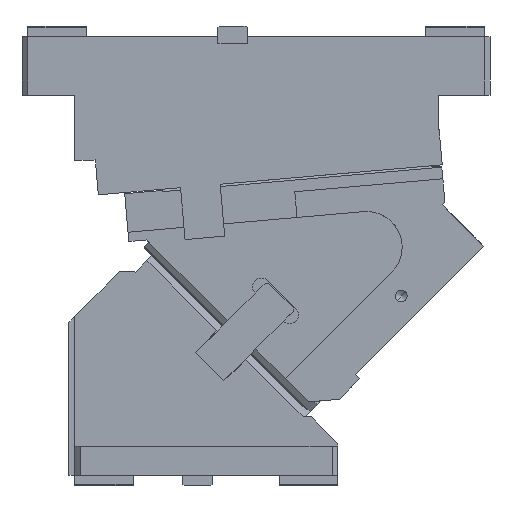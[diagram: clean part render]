
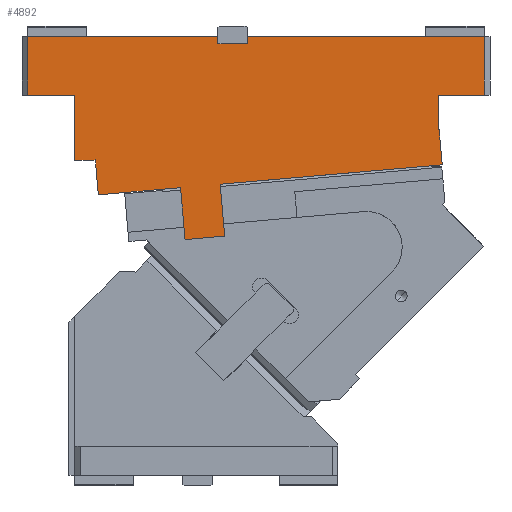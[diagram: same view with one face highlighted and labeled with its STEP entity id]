
A CAD part, front view. The second image highlights one B-rep face of the part: STEP entity #4892.
In plain terms, the highlighted planar face has unit normal (0, -1, 0).
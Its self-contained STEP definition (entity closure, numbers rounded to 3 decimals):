
#451=CARTESIAN_POINT('Vertex',(5.,-150.,0.)) ;
#454=CARTESIAN_POINT('Line Origine',(86.25,-150.,0.)) ;
#458=CARTESIAN_POINT('Vertex',(167.5,-150.,0.)) ;
#769=CARTESIAN_POINT('Vertex',(45.,-150.,-50.)) ;
#772=CARTESIAN_POINT('Line Origine',(25.,-150.,-50.)) ;
#776=CARTESIAN_POINT('Vertex',(5.,-150.,-50.)) ;
#1262=CARTESIAN_POINT('Vertex',(65.252,-150.,-135.248)) ;
#1265=CARTESIAN_POINT('Line Origine',(63.944,-150.,-120.305)) ;
#1269=CARTESIAN_POINT('Vertex',(62.637,-150.,-105.362)) ;
#1577=CARTESIAN_POINT('Vertex',(359.129,-150.,-109.537)) ;
#1584=CARTESIAN_POINT('Vertex',(356.514,-150.,-79.651)) ;
#1587=CARTESIAN_POINT('Line Origine',(357.822,-150.,-94.594)) ;
#1599=CARTESIAN_POINT('Line Origine',(356.257,-150.,-79.674)) ;
#1603=CARTESIAN_POINT('Vertex',(356.,-150.,-79.696)) ;
#1629=CARTESIAN_POINT('Vertex',(356.,-150.,-50.)) ;
#1632=CARTESIAN_POINT('Line Origine',(356.,-150.,-64.848)) ;
#1722=CARTESIAN_POINT('Line Origine',(89.16,-150.,-133.156)) ;
#1726=CARTESIAN_POINT('Vertex',(113.069,-150.,-131.065)) ;
#1781=CARTESIAN_POINT('Line Origine',(264.242,-150.,-117.839)) ;
#1785=CARTESIAN_POINT('Vertex',(169.354,-150.,-126.14)) ;
#1806=CARTESIAN_POINT('Vertex',(135.483,-150.,-129.104)) ;
#1809=CARTESIAN_POINT('Line Origine',(124.276,-150.,-130.084)) ;
#1970=CARTESIAN_POINT('Line Origine',(171.293,-150.,-148.306)) ;
#1974=CARTESIAN_POINT('Vertex',(173.232,-150.,-170.471)) ;
#2017=CARTESIAN_POINT('Line Origine',(156.297,-150.,-171.953)) ;
#2021=CARTESIAN_POINT('Vertex',(139.362,-150.,-173.434)) ;
#2067=CARTESIAN_POINT('Line Origine',(137.423,-150.,-151.269)) ;
#2579=CARTESIAN_POINT('Vertex',(61.063,-150.,-105.5)) ;
#2582=CARTESIAN_POINT('Line Origine',(53.031,-150.,-105.5)) ;
#2586=CARTESIAN_POINT('Vertex',(45.,-150.,-105.5)) ;
#2627=CARTESIAN_POINT('Line Origine',(45.,-150.,-77.75)) ;
#2688=CARTESIAN_POINT('Line Origine',(61.85,-150.,-105.431)) ;
#4042=CARTESIAN_POINT('Vertex',(395.,-150.,-50.)) ;
#4045=CARTESIAN_POINT('Line Origine',(375.5,-150.,-50.)) ;
#4560=CARTESIAN_POINT('Vertex',(395.,-150.,0.)) ;
#4563=CARTESIAN_POINT('Line Origine',(395.,-150.,-25.)) ;
#4756=CARTESIAN_POINT('Line Origine',(167.5,-150.,-3.)) ;
#4760=CARTESIAN_POINT('Vertex',(167.5,-150.,-6.)) ;
#4814=CARTESIAN_POINT('Vertex',(192.5,-150.,0.)) ;
#4821=CARTESIAN_POINT('Vertex',(192.5,-150.,-6.)) ;
#4824=CARTESIAN_POINT('Line Origine',(192.5,-150.,-3.)) ;
#4841=CARTESIAN_POINT('Line Origine',(180.,-150.,-6.)) ;
#4853=CARTESIAN_POINT('Axis2P3D Location',(0.,-150.,0.)) ;
#4858=CARTESIAN_POINT('Line Origine',(5.,-150.,-25.)) ;
#4863=CARTESIAN_POINT('Line Origine',(293.75,-150.,0.)) ;
#455=DIRECTION('Vector Direction',(1.,0.,0.)) ;
#773=DIRECTION('Vector Direction',(1.,0.,0.)) ;
#1266=DIRECTION('Vector Direction',(0.087,0.,-0.996)) ;
#1588=DIRECTION('Vector Direction',(0.087,0.,-0.996)) ;
#1600=DIRECTION('Vector Direction',(0.996,0.,0.087)) ;
#1633=DIRECTION('Vector Direction',(0.,0.,-1.)) ;
#1723=DIRECTION('Vector Direction',(0.996,0.,0.087)) ;
#1782=DIRECTION('Vector Direction',(-0.996,0.,-0.087)) ;
#1810=DIRECTION('Vector Direction',(-0.996,0.,-0.087)) ;
#1971=DIRECTION('Vector Direction',(-0.087,0.,0.996)) ;
#2018=DIRECTION('Vector Direction',(0.996,0.,0.087)) ;
#2068=DIRECTION('Vector Direction',(-0.087,0.,0.996)) ;
#2583=DIRECTION('Vector Direction',(-1.,0.,0.)) ;
#2628=DIRECTION('Vector Direction',(0.,0.,-1.)) ;
#2689=DIRECTION('Vector Direction',(-0.996,0.,-0.087)) ;
#4046=DIRECTION('Vector Direction',(-1.,0.,0.)) ;
#4564=DIRECTION('Vector Direction',(0.,0.,1.)) ;
#4757=DIRECTION('Vector Direction',(0.,0.,1.)) ;
#4825=DIRECTION('Vector Direction',(0.,0.,-1.)) ;
#4842=DIRECTION('Vector Direction',(1.,0.,0.)) ;
#4854=DIRECTION('Axis2P3D Direction',(0.,1.,0.)) ;
#4855=DIRECTION('Axis2P3D XDirection',(0.,0.,1.)) ;
#4859=DIRECTION('Vector Direction',(0.,0.,-1.)) ;
#4864=DIRECTION('Vector Direction',(1.,0.,0.)) ;
#4856=AXIS2_PLACEMENT_3D('Plane Axis2P3D',#4853,#4854,#4855) ;
#4869=ORIENTED_EDGE('',*,*,#4845,.F.) ;
#4870=ORIENTED_EDGE('',*,*,#4762,.T.) ;
#4871=ORIENTED_EDGE('',*,*,#460,.F.) ;
#4872=ORIENTED_EDGE('',*,*,#4862,.T.) ;
#4873=ORIENTED_EDGE('',*,*,#778,.T.) ;
#4874=ORIENTED_EDGE('',*,*,#2631,.T.) ;
#4875=ORIENTED_EDGE('',*,*,#2588,.F.) ;
#4876=ORIENTED_EDGE('',*,*,#2692,.F.) ;
#4877=ORIENTED_EDGE('',*,*,#1271,.T.) ;
#4878=ORIENTED_EDGE('',*,*,#1728,.T.) ;
#4879=ORIENTED_EDGE('',*,*,#1813,.T.) ;
#4880=ORIENTED_EDGE('',*,*,#2071,.F.) ;
#4881=ORIENTED_EDGE('',*,*,#2023,.T.) ;
#4882=ORIENTED_EDGE('',*,*,#1976,.T.) ;
#4883=ORIENTED_EDGE('',*,*,#1787,.T.) ;
#4884=ORIENTED_EDGE('',*,*,#1591,.T.) ;
#4885=ORIENTED_EDGE('',*,*,#1605,.T.) ;
#4886=ORIENTED_EDGE('',*,*,#1636,.F.) ;
#4887=ORIENTED_EDGE('',*,*,#4049,.F.) ;
#4888=ORIENTED_EDGE('',*,*,#4567,.T.) ;
#4889=ORIENTED_EDGE('',*,*,#4867,.F.) ;
#4890=ORIENTED_EDGE('',*,*,#4828,.T.) ;
#456=VECTOR('Line Direction',#455,1.) ;
#774=VECTOR('Line Direction',#773,1.) ;
#1267=VECTOR('Line Direction',#1266,1.) ;
#1589=VECTOR('Line Direction',#1588,1.) ;
#1601=VECTOR('Line Direction',#1600,1.) ;
#1634=VECTOR('Line Direction',#1633,1.) ;
#1724=VECTOR('Line Direction',#1723,1.) ;
#1783=VECTOR('Line Direction',#1782,1.) ;
#1811=VECTOR('Line Direction',#1810,1.) ;
#1972=VECTOR('Line Direction',#1971,1.) ;
#2019=VECTOR('Line Direction',#2018,1.) ;
#2069=VECTOR('Line Direction',#2068,1.) ;
#2584=VECTOR('Line Direction',#2583,1.) ;
#2629=VECTOR('Line Direction',#2628,1.) ;
#2690=VECTOR('Line Direction',#2689,1.) ;
#4047=VECTOR('Line Direction',#4046,1.) ;
#4565=VECTOR('Line Direction',#4564,1.) ;
#4758=VECTOR('Line Direction',#4757,1.) ;
#4826=VECTOR('Line Direction',#4825,1.) ;
#4843=VECTOR('Line Direction',#4842,1.) ;
#4860=VECTOR('Line Direction',#4859,1.) ;
#4865=VECTOR('Line Direction',#4864,1.) ;
#4892=ADVANCED_FACE('CAM HOLDER',(#4891),#4857,.F.) ;
#460=EDGE_CURVE('',#452,#459,#457,.T.) ;
#778=EDGE_CURVE('',#777,#770,#775,.T.) ;
#1271=EDGE_CURVE('',#1270,#1263,#1268,.T.) ;
#1591=EDGE_CURVE('',#1578,#1585,#1590,.F.) ;
#1605=EDGE_CURVE('',#1585,#1604,#1602,.F.) ;
#1636=EDGE_CURVE('',#1630,#1604,#1635,.T.) ;
#1728=EDGE_CURVE('',#1263,#1727,#1725,.T.) ;
#1787=EDGE_CURVE('',#1786,#1578,#1784,.F.) ;
#1813=EDGE_CURVE('',#1727,#1807,#1812,.F.) ;
#1976=EDGE_CURVE('',#1975,#1786,#1973,.T.) ;
#2023=EDGE_CURVE('',#2022,#1975,#2020,.T.) ;
#2071=EDGE_CURVE('',#2022,#1807,#2070,.T.) ;
#2588=EDGE_CURVE('',#2580,#2587,#2585,.T.) ;
#2631=EDGE_CURVE('',#770,#2587,#2630,.T.) ;
#2692=EDGE_CURVE('',#1270,#2580,#2691,.T.) ;
#4049=EDGE_CURVE('',#4043,#1630,#4048,.T.) ;
#4567=EDGE_CURVE('',#4043,#4561,#4566,.T.) ;
#4762=EDGE_CURVE('',#4761,#459,#4759,.T.) ;
#4828=EDGE_CURVE('',#4815,#4822,#4827,.T.) ;
#4845=EDGE_CURVE('',#4761,#4822,#4844,.T.) ;
#4862=EDGE_CURVE('',#452,#777,#4861,.T.) ;
#4867=EDGE_CURVE('',#4815,#4561,#4866,.T.) ;
#4868=EDGE_LOOP('',(#4869,#4870,#4871,#4872,#4873,#4874,#4875,#4876,#4877,#4878,#4879,#4880,#4881,#4882,#4883,#4884,#4885,#4886,#4887,#4888,#4889,#4890)) ;
#4891=FACE_OUTER_BOUND('',#4868,.T.) ;
#457=LINE('Line',#454,#456) ;
#775=LINE('Line',#772,#774) ;
#1268=LINE('Line',#1265,#1267) ;
#1590=LINE('Line',#1587,#1589) ;
#1602=LINE('Line',#1599,#1601) ;
#1635=LINE('Line',#1632,#1634) ;
#1725=LINE('Line',#1722,#1724) ;
#1784=LINE('Line',#1781,#1783) ;
#1812=LINE('Line',#1809,#1811) ;
#1973=LINE('Line',#1970,#1972) ;
#2020=LINE('Line',#2017,#2019) ;
#2070=LINE('Line',#2067,#2069) ;
#2585=LINE('Line',#2582,#2584) ;
#2630=LINE('Line',#2627,#2629) ;
#2691=LINE('Line',#2688,#2690) ;
#4048=LINE('Line',#4045,#4047) ;
#4566=LINE('Line',#4563,#4565) ;
#4759=LINE('Line',#4756,#4758) ;
#4827=LINE('Line',#4824,#4826) ;
#4844=LINE('Line',#4841,#4843) ;
#4861=LINE('Line',#4858,#4860) ;
#4866=LINE('Line',#4863,#4865) ;
#4857=PLANE('Plane',#4856) ;
#452=VERTEX_POINT('',#451) ;
#459=VERTEX_POINT('',#458) ;
#770=VERTEX_POINT('',#769) ;
#777=VERTEX_POINT('',#776) ;
#1263=VERTEX_POINT('',#1262) ;
#1270=VERTEX_POINT('',#1269) ;
#1578=VERTEX_POINT('',#1577) ;
#1585=VERTEX_POINT('',#1584) ;
#1604=VERTEX_POINT('',#1603) ;
#1630=VERTEX_POINT('',#1629) ;
#1727=VERTEX_POINT('',#1726) ;
#1786=VERTEX_POINT('',#1785) ;
#1807=VERTEX_POINT('',#1806) ;
#1975=VERTEX_POINT('',#1974) ;
#2022=VERTEX_POINT('',#2021) ;
#2580=VERTEX_POINT('',#2579) ;
#2587=VERTEX_POINT('',#2586) ;
#4043=VERTEX_POINT('',#4042) ;
#4561=VERTEX_POINT('',#4560) ;
#4761=VERTEX_POINT('',#4760) ;
#4815=VERTEX_POINT('',#4814) ;
#4822=VERTEX_POINT('',#4821) ;
